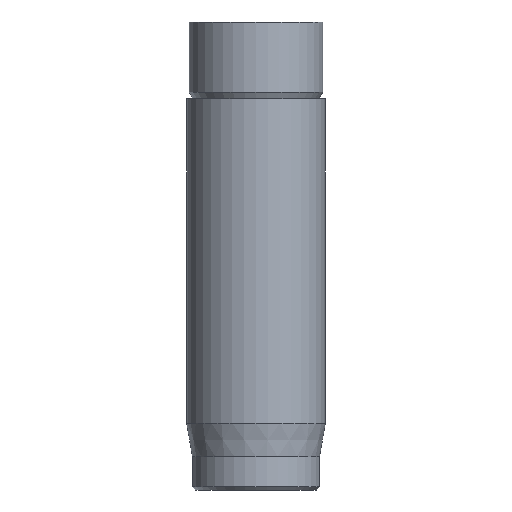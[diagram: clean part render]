
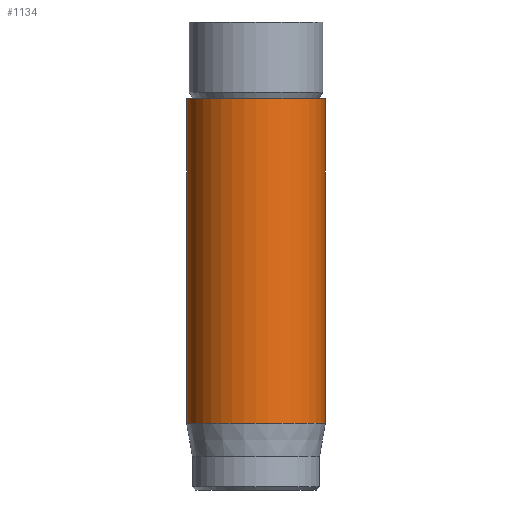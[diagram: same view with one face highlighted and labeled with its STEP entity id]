
A CAD part, front view. The second image highlights one B-rep face of the part: STEP entity #1134.
In plain terms, the highlighted cylindrical face has radius 2.075 mm (diameter 4.15 mm), a full revolution.
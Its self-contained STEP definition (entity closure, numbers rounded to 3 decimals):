
#136=CYLINDRICAL_SURFACE('',#1274,2.075);
#149=FACE_OUTER_BOUND('',#218,.T.);
#218=EDGE_LOOP('',(#817,#818,#819,#820,#821));
#288=LINE('',#1620,#378);
#378=VECTOR('',#1389,2.075);
#465=CIRCLE('',#1256,2.075);
#474=CIRCLE('',#1272,2.075);
#475=CIRCLE('',#1273,2.075);
#495=VERTEX_POINT('',#1584);
#504=VERTEX_POINT('',#1614);
#505=VERTEX_POINT('',#1615);
#609=EDGE_CURVE('',#495,#495,#465,.T.);
#623=EDGE_CURVE('',#504,#505,#474,.T.);
#624=EDGE_CURVE('',#505,#504,#475,.T.);
#626=EDGE_CURVE('',#495,#504,#288,.T.);
#817=ORIENTED_EDGE('',*,*,#609,.T.);
#818=ORIENTED_EDGE('',*,*,#626,.T.);
#819=ORIENTED_EDGE('',*,*,#623,.T.);
#820=ORIENTED_EDGE('',*,*,#624,.T.);
#821=ORIENTED_EDGE('',*,*,#626,.F.);
#1134=ADVANCED_FACE('',(#149),#136,.T.);
#1256=AXIS2_PLACEMENT_3D('',#1585,#1345,#1346);
#1272=AXIS2_PLACEMENT_3D('',#1616,#1382,#1383);
#1273=AXIS2_PLACEMENT_3D('',#1617,#1384,#1385);
#1274=AXIS2_PLACEMENT_3D('',#1619,#1387,#1388);
#1345=DIRECTION('center_axis',(0.,0.,-1.));
#1346=DIRECTION('ref_axis',(-1.,0.,0.));
#1382=DIRECTION('center_axis',(0.,0.,1.));
#1383=DIRECTION('ref_axis',(-1.,0.,0.));
#1384=DIRECTION('center_axis',(0.,0.,1.));
#1385=DIRECTION('ref_axis',(-1.,0.,0.));
#1387=DIRECTION('center_axis',(0.,0.,1.));
#1388=DIRECTION('ref_axis',(-1.,0.,0.));
#1389=DIRECTION('',(0.,0.,-1.));
#1584=CARTESIAN_POINT('',(2.075,0.,11.7));
#1585=CARTESIAN_POINT('Origin',(0.,0.,11.7));
#1614=CARTESIAN_POINT('',(2.075,0.,1.992));
#1615=CARTESIAN_POINT('',(-2.075,0.,1.992));
#1616=CARTESIAN_POINT('Origin',(0.,0.,1.992));
#1617=CARTESIAN_POINT('Origin',(0.,0.,1.992));
#1619=CARTESIAN_POINT('Origin',(0.,0.,0.));
#1620=CARTESIAN_POINT('',(2.075,0.,0.));
